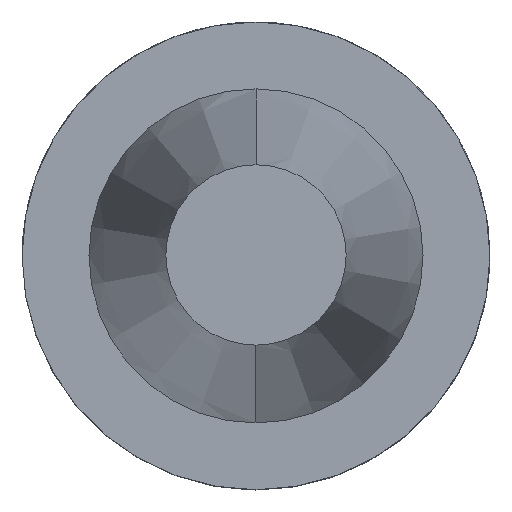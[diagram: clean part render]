
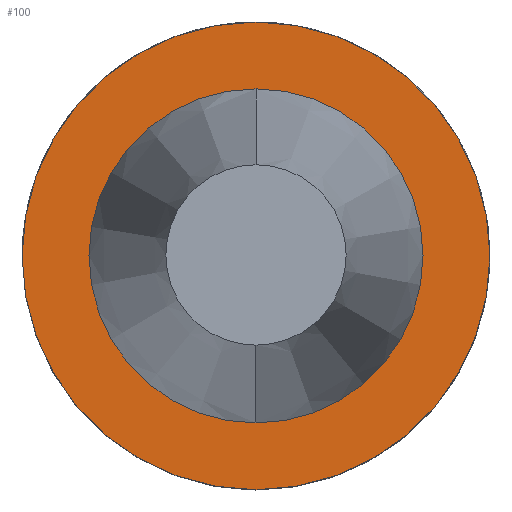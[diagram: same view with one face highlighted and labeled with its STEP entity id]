
A CAD part, top view. The second image highlights one B-rep face of the part: STEP entity #100.
In plain terms, the highlighted planar face has unit normal (0, 0, 1).
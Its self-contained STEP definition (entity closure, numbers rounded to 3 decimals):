
#75=FACE_BOUND('',#147,.T.);
#76=FACE_BOUND('',#148,.T.);
#100=ADVANCED_FACE('',(#75,#76),#126,.F.);
#126=PLANE('',#395);
#147=EDGE_LOOP('',(#186));
#148=EDGE_LOOP('',(#187,#188));
#186=ORIENTED_EDGE('',*,*,#294,.T.);
#187=ORIENTED_EDGE('',*,*,#295,.T.);
#188=ORIENTED_EDGE('',*,*,#296,.T.);
#266=VERTEX_POINT('',#589);
#267=VERTEX_POINT('',#591);
#268=VERTEX_POINT('',#592);
#294=EDGE_CURVE('',#266,#266,#334,.T.);
#295=EDGE_CURVE('',#267,#268,#335,.T.);
#296=EDGE_CURVE('',#268,#267,#336,.T.);
#334=CIRCLE('',#392,31.775);
#335=CIRCLE('',#393,22.692);
#336=CIRCLE('',#394,22.692);
#392=AXIS2_PLACEMENT_3D('',#588,#461,#462);
#393=AXIS2_PLACEMENT_3D('',#590,#463,#464);
#394=AXIS2_PLACEMENT_3D('',#593,#465,#466);
#395=AXIS2_PLACEMENT_3D('',#594,#467,#468);
#461=DIRECTION('',(0.,0.,1.));
#462=DIRECTION('',(-1.,0.,0.));
#463=DIRECTION('',(0.,0.,-1.));
#464=DIRECTION('',(-1.,0.,0.));
#465=DIRECTION('',(0.,0.,-1.));
#466=DIRECTION('',(-1.,0.,0.));
#467=DIRECTION('',(0.,0.,-1.));
#468=DIRECTION('',(0.,-1.,0.));
#588=CARTESIAN_POINT('',(0.,0.,-3.2));
#589=CARTESIAN_POINT('',(-31.775,0.,-3.2));
#590=CARTESIAN_POINT('',(0.,0.,-3.2));
#591=CARTESIAN_POINT('',(0.,-22.692,-3.2));
#592=CARTESIAN_POINT('',(0.,22.692,-3.2));
#593=CARTESIAN_POINT('',(0.,0.,-3.2));
#594=CARTESIAN_POINT('',(0.,0.,-3.2));
